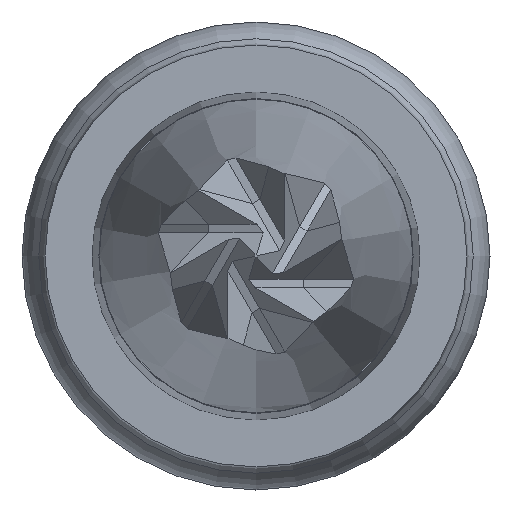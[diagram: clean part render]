
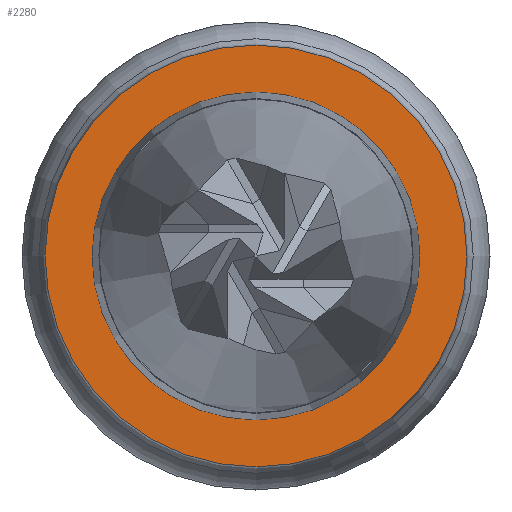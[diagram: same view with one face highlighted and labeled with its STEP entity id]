
A CAD part, left-side view. The second image highlights one B-rep face of the part: STEP entity #2280.
In plain terms, the highlighted planar face has unit normal (-1, 0, 0).
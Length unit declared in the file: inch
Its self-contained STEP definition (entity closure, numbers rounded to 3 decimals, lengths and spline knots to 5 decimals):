
#255 = DIRECTION ( 'NONE',  ( 0., 1., 0. ) ) ;
#279 = CARTESIAN_POINT ( 'NONE',  ( 0., 0., -0.02425 ) ) ;
#352 = FACE_OUTER_BOUND ( 'NONE', #560, .T. ) ;
#378 = CARTESIAN_POINT ( 'NONE',  ( 0., 0., 0. ) ) ;
#409 = DIRECTION ( 'NONE',  ( 0., 0., -1. ) ) ;
#560 = EDGE_LOOP ( 'NONE', ( #587 ) ) ;
#587 = ORIENTED_EDGE ( 'NONE', *, *, #773, .F. ) ;
#617 = CIRCLE ( 'NONE', #1930, 0.01884 ) ;
#773 = EDGE_CURVE ( 'NONE', #1533, #1533, #1333, .T. ) ;
#774 = DIRECTION ( 'NONE',  ( 1., 0., 0. ) ) ;
#944 = DIRECTION ( 'NONE',  ( 0., 0., -1. ) ) ;
#996 = CARTESIAN_POINT ( 'NONE',  ( 0., 0., -0.01884 ) ) ;
#1093 = AXIS2_PLACEMENT_3D ( 'NONE', #378, #774, #944 ) ;
#1126 = DIRECTION ( 'NONE',  ( -1., 0., 0. ) ) ;
#1184 = ORIENTED_EDGE ( 'NONE', *, *, #1982, .F. ) ;
#1261 = PLANE ( 'NONE',  #1603 ) ;
#1265 = EDGE_LOOP ( 'NONE', ( #1184 ) ) ;
#1333 = CIRCLE ( 'NONE', #1093, 0.02425 ) ;
#1335 = CARTESIAN_POINT ( 'NONE',  ( 0., 0.02725, 0. ) ) ;
#1479 = CARTESIAN_POINT ( 'NONE',  ( 0., 0., 0. ) ) ;
#1533 = VERTEX_POINT ( 'NONE', #279 ) ;
#1603 = AXIS2_PLACEMENT_3D ( 'NONE', #1335, #1871, #255 ) ;
#1871 = DIRECTION ( 'NONE',  ( 1., 0., 0. ) ) ;
#1930 = AXIS2_PLACEMENT_3D ( 'NONE', #1479, #1126, #409 ) ;
#1982 = EDGE_CURVE ( 'NONE', #2069, #2069, #617, .T. ) ;
#2069 = VERTEX_POINT ( 'NONE', #996 ) ;
#2280 = ADVANCED_FACE ( 'NONE', ( #2323, #352 ), #1261, .F. ) ;
#2323 = FACE_BOUND ( 'NONE', #1265, .T. ) ;
